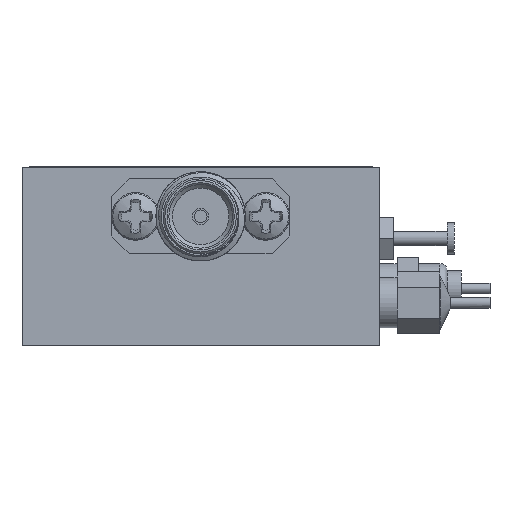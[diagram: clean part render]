
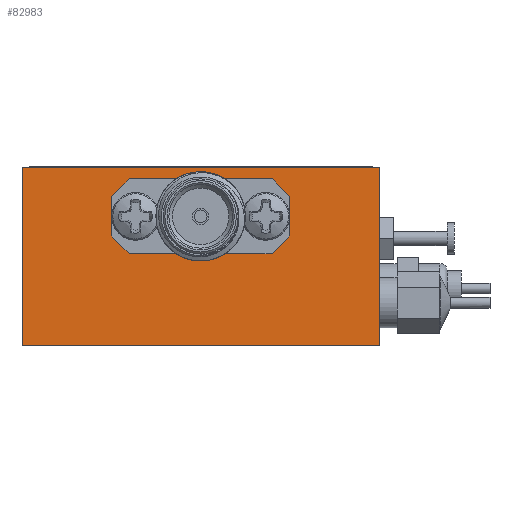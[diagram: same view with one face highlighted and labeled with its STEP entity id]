
A CAD part, left-side view. The second image highlights one B-rep face of the part: STEP entity #82983.
In plain terms, the highlighted planar face has unit normal (-1, 0, 0).
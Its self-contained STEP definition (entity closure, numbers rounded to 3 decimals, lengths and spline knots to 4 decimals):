
#916 = PLANE ( 'NONE',  #96926 ) ;
#1400 = CARTESIAN_POINT ( 'NONE',  ( -0.5, 0.25, 0.112 ) ) ;
#1911 = VERTEX_POINT ( 'NONE', #64418 ) ;
#2401 = EDGE_CURVE ( 'NONE', #70167, #27982, #73162, .T. ) ;
#2414 = LINE ( 'NONE', #98415, #42034 ) ;
#3376 = DIRECTION ( 'NONE',  ( 0., -1., 0. ) ) ;
#13465 = DIRECTION ( 'NONE',  ( 0., 0., -1. ) ) ;
#14589 = VECTOR ( 'NONE', #13465, 39.3701 ) ;
#14906 = DIRECTION ( 'NONE',  ( 0., 0.707, -0.707 ) ) ;
#16887 = CARTESIAN_POINT ( 'NONE',  ( -0.5, -0.5, 0.25 ) ) ;
#16904 = VERTEX_POINT ( 'NONE', #61281 ) ;
#19965 = ORIENTED_EDGE ( 'NONE', *, *, #42406, .T. ) ;
#20589 = VECTOR ( 'NONE', #14906, 39.3701 ) ;
#20764 = LINE ( 'NONE', #76339, #14589 ) ;
#22252 = VECTOR ( 'NONE', #78313, 39.3701 ) ;
#22567 = ORIENTED_EDGE ( 'NONE', *, *, #2401, .F. ) ;
#22803 = CARTESIAN_POINT ( 'NONE',  ( -0.5, 0., 0.007 ) ) ;
#22816 = VERTEX_POINT ( 'NONE', #69938 ) ;
#23668 = CARTESIAN_POINT ( 'NONE',  ( -0.5, 0., 0.217 ) ) ;
#23675 = LINE ( 'NONE', #40060, #95336 ) ;
#24846 = DIRECTION ( 'NONE',  ( 1., 0., 0. ) ) ;
#25680 = DIRECTION ( 'NONE',  ( 0., -1., 0. ) ) ;
#27982 = VERTEX_POINT ( 'NONE', #85074 ) ;
#28247 = LINE ( 'NONE', #1400, #88688 ) ;
#29996 = VERTEX_POINT ( 'NONE', #52699 ) ;
#31133 = ORIENTED_EDGE ( 'NONE', *, *, #47139, .T. ) ;
#34113 = EDGE_CURVE ( 'NONE', #1911, #62070, #45189, .T. ) ;
#34178 = CARTESIAN_POINT ( 'NONE',  ( -0.5, -0.25, 0.112 ) ) ;
#35127 = EDGE_CURVE ( 'NONE', #27982, #16904, #41371, .T. ) ;
#40060 = CARTESIAN_POINT ( 'NONE',  ( -0.5, 0.25, 0.167 ) ) ;
#41371 = LINE ( 'NONE', #99577, #99422 ) ;
#41943 = ORIENTED_EDGE ( 'NONE', *, *, #101020, .T. ) ;
#42034 = VECTOR ( 'NONE', #3376, 39.3701 ) ;
#42406 = EDGE_CURVE ( 'NONE', #89889, #48592, #85053, .T. ) ;
#43226 = LINE ( 'NONE', #70017, #22252 ) ;
#45040 = LINE ( 'NONE', #76282, #96922 ) ;
#45189 = LINE ( 'NONE', #22803, #57528 ) ;
#45306 = EDGE_CURVE ( 'NONE', #67964, #22816, #23675, .T. ) ;
#46924 = EDGE_CURVE ( 'NONE', #69174, #16904, #2414, .T. ) ;
#47139 = EDGE_CURVE ( 'NONE', #62070, #29996, #43226, .T. ) ;
#48592 = VERTEX_POINT ( 'NONE', #86973 ) ;
#52102 = DIRECTION ( 'NONE',  ( 0., -0.707, -0.707 ) ) ;
#52699 = CARTESIAN_POINT ( 'NONE',  ( -0.5, 0.25, 0.057 ) ) ;
#54987 = CARTESIAN_POINT ( 'NONE',  ( -0.5, 0.5, -0.25 ) ) ;
#57528 = VECTOR ( 'NONE', #86307, 39.3701 ) ;
#59760 = CARTESIAN_POINT ( 'NONE',  ( -0.5, -0.25, 0.167 ) ) ;
#59963 = EDGE_CURVE ( 'NONE', #29996, #67964, #28247, .T. ) ;
#60112 = LINE ( 'NONE', #79131, #20589 ) ;
#60425 = CARTESIAN_POINT ( 'NONE',  ( -0.5, 0.2, 0.007 ) ) ;
#60847 = ORIENTED_EDGE ( 'NONE', *, *, #88320, .T. ) ;
#61281 = CARTESIAN_POINT ( 'NONE',  ( -0.5, -0.5, -0.25 ) ) ;
#61886 = ORIENTED_EDGE ( 'NONE', *, *, #34113, .T. ) ;
#62070 = VERTEX_POINT ( 'NONE', #60425 ) ;
#62382 = CARTESIAN_POINT ( 'NONE',  ( -0.5, 0.5, 0.25 ) ) ;
#63983 = VECTOR ( 'NONE', #98054, 39.3701 ) ;
#64418 = CARTESIAN_POINT ( 'NONE',  ( -0.5, -0.2, 0.007 ) ) ;
#65911 = EDGE_LOOP ( 'NONE', ( #60847, #19965, #95105, #61886, #31133, #75064, #77818, #41943 ) ) ;
#66677 = CARTESIAN_POINT ( 'NONE',  ( -0.5, 0.25, 0.167 ) ) ;
#67385 = VERTEX_POINT ( 'NONE', #90579 ) ;
#67964 = VERTEX_POINT ( 'NONE', #66677 ) ;
#69174 = VERTEX_POINT ( 'NONE', #54987 ) ;
#69938 = CARTESIAN_POINT ( 'NONE',  ( -0.5, 0.2, 0.217 ) ) ;
#70017 = CARTESIAN_POINT ( 'NONE',  ( -0.5, 0.2, 0.007 ) ) ;
#70167 = VERTEX_POINT ( 'NONE', #62382 ) ;
#71587 = EDGE_CURVE ( 'NONE', #70167, #69174, #20764, .T. ) ;
#73162 = LINE ( 'NONE', #87451, #94188 ) ;
#74148 = VECTOR ( 'NONE', #94822, 39.3701 ) ;
#75064 = ORIENTED_EDGE ( 'NONE', *, *, #59963, .T. ) ;
#76282 = CARTESIAN_POINT ( 'NONE',  ( -0.5, -0.2, 0.217 ) ) ;
#76339 = CARTESIAN_POINT ( 'NONE',  ( -0.5, 0.5, 0.25 ) ) ;
#77818 = ORIENTED_EDGE ( 'NONE', *, *, #45306, .T. ) ;
#77950 = LINE ( 'NONE', #23668, #74148 ) ;
#78313 = DIRECTION ( 'NONE',  ( 0., 0.707, 0.707 ) ) ;
#79131 = CARTESIAN_POINT ( 'NONE',  ( -0.5, -0.25, 0.057 ) ) ;
#79595 = FACE_BOUND ( 'NONE', #65911, .T. ) ;
#80073 = DIRECTION ( 'NONE',  ( 0., 0., -1. ) ) ;
#80807 = EDGE_CURVE ( 'NONE', #48592, #1911, #60112, .T. ) ;
#82746 = ORIENTED_EDGE ( 'NONE', *, *, #35127, .F. ) ;
#82814 = ORIENTED_EDGE ( 'NONE', *, *, #46924, .T. ) ;
#82983 = ADVANCED_FACE ( 'NONE', ( #90698, #79595 ), #916, .F. ) ;
#85053 = LINE ( 'NONE', #34178, #63983 ) ;
#85074 = CARTESIAN_POINT ( 'NONE',  ( -0.5, -0.5, 0.25 ) ) ;
#86307 = DIRECTION ( 'NONE',  ( 0., 1., 0. ) ) ;
#86973 = CARTESIAN_POINT ( 'NONE',  ( -0.5, -0.25, 0.057 ) ) ;
#86985 = DIRECTION ( 'NONE',  ( 0., -0.707, 0.707 ) ) ;
#87451 = CARTESIAN_POINT ( 'NONE',  ( -0.5, -0.5, 0.25 ) ) ;
#88320 = EDGE_CURVE ( 'NONE', #67385, #89889, #45040, .T. ) ;
#88688 = VECTOR ( 'NONE', #96461, 39.3701 ) ;
#89889 = VERTEX_POINT ( 'NONE', #59760 ) ;
#90579 = CARTESIAN_POINT ( 'NONE',  ( -0.5, -0.2, 0.217 ) ) ;
#90698 = FACE_OUTER_BOUND ( 'NONE', #90842, .T. ) ;
#90842 = EDGE_LOOP ( 'NONE', ( #82814, #82746, #22567, #93304 ) ) ;
#93304 = ORIENTED_EDGE ( 'NONE', *, *, #71587, .T. ) ;
#94188 = VECTOR ( 'NONE', #25680, 39.3701 ) ;
#94822 = DIRECTION ( 'NONE',  ( 0., -1., 0. ) ) ;
#95105 = ORIENTED_EDGE ( 'NONE', *, *, #80807, .T. ) ;
#95336 = VECTOR ( 'NONE', #86985, 39.3701 ) ;
#96461 = DIRECTION ( 'NONE',  ( 0., 0., 1. ) ) ;
#96922 = VECTOR ( 'NONE', #52102, 39.3701 ) ;
#96926 = AXIS2_PLACEMENT_3D ( 'NONE', #16887, #24846, #80073 ) ;
#98054 = DIRECTION ( 'NONE',  ( 0., 0., -1. ) ) ;
#98415 = CARTESIAN_POINT ( 'NONE',  ( -0.5, -0.5, -0.25 ) ) ;
#99422 = VECTOR ( 'NONE', #101954, 39.3701 ) ;
#99577 = CARTESIAN_POINT ( 'NONE',  ( -0.5, -0.5, 0.25 ) ) ;
#101020 = EDGE_CURVE ( 'NONE', #22816, #67385, #77950, .T. ) ;
#101954 = DIRECTION ( 'NONE',  ( 0., 0., -1. ) ) ;
